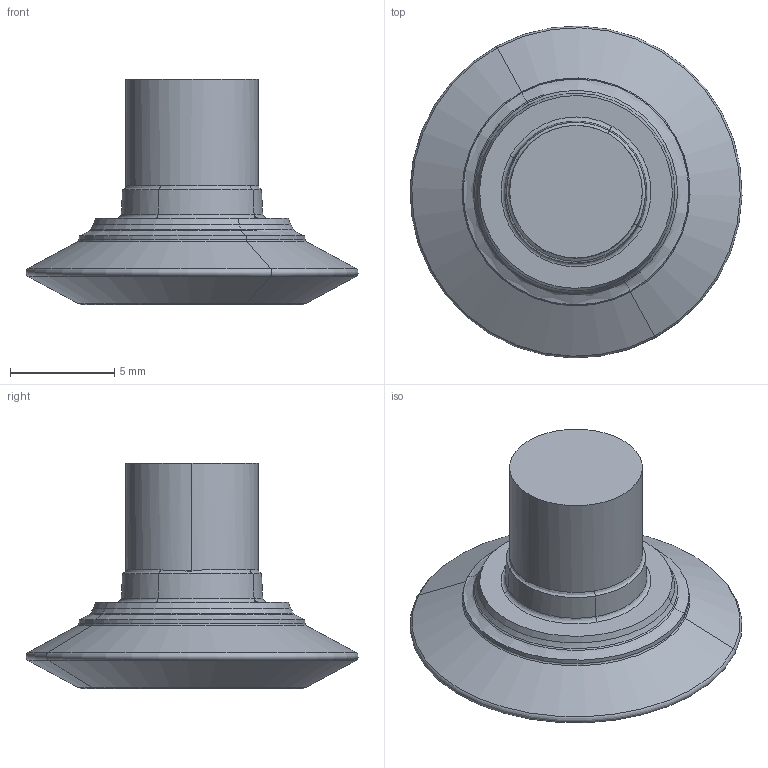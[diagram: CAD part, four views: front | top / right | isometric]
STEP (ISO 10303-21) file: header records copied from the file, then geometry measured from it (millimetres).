
FILE_DESCRIPTION(('CATIA V5 STEP','CAx-IF Rec.Pracs.--- Model Styling and Organization---1.2---2011-12-15'),'2;1');
FILE_NAME('3347966 L.stp','2022-01-03T08:53:36+00:00',('none'),('none'),'CATIA Version 5 Release 21 SP 5 (IN-10)','CATIA V5 STEP AP214','none');
FILE_SCHEMA(('AUTOMOTIVE_DESIGN { 1 0 10303 214 1 1 1 1 }'));
Length unit declared in the file: millimetre
Products named in the file (1): #5
Bounding box: 15.92 x 15.92 x 10.8 mm (x, y, z)
Volume: 745.4 mm3; surface area: 792.7 mm2
Topology: 2 solids, 2 shells, 46 faces, 105 edges, 65 vertices
Faces by surface type: revolution 22, bspline 16, plane 4, cylinder 2, cone 2
Entity records: 2372 total; most frequent: CARTESIAN_POINT 1530, ORIENTED_EDGE 202, EDGE_CURVE 101, DIRECTION 77, B_SPLINE_CURVE_WITH_KNOTS 64, VERTEX_POINT 59, EDGE_LOOP 48, ADVANCED_FACE 46
